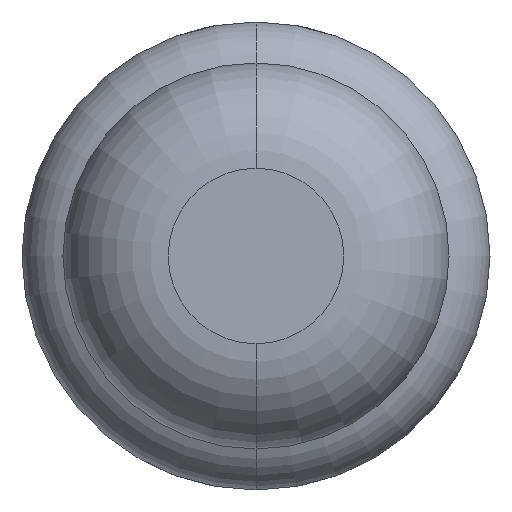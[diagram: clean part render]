
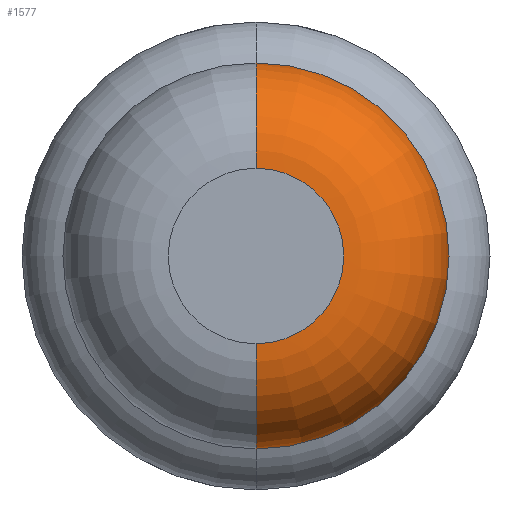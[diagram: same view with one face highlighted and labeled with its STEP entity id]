
A CAD part, front view. The second image highlights one B-rep face of the part: STEP entity #1577.
In plain terms, the highlighted toroidal (fillet/blend) face has major radius 0.375 mm and minor radius 0.45 mm.
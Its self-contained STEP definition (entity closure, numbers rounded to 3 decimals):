
#32 = CIRCLE ( 'NONE', #996, 0.825 ) ;
#60 = CARTESIAN_POINT ( 'NONE',  ( 0., -26., 0.375 ) ) ;
#160 = DIRECTION ( 'NONE',  ( 0., 0., 1. ) ) ;
#170 = EDGE_LOOP ( 'NONE', ( #2732, #2124, #1375, #1338 ) ) ;
#239 = EDGE_CURVE ( 'NONE', #729, #3035, #2705, .T. ) ;
#297 = AXIS2_PLACEMENT_3D ( 'NONE', #2524, #1807, #1779 ) ;
#371 = DIRECTION ( 'NONE',  ( 0., 1., 0. ) ) ;
#455 = DIRECTION ( 'NONE',  ( 0., 0., -1. ) ) ;
#714 = CARTESIAN_POINT ( 'NONE',  ( 0., -26., -0.375 ) ) ;
#727 = CIRCLE ( 'NONE', #2830, 0.45 ) ;
#729 = VERTEX_POINT ( 'NONE', #60 ) ;
#754 = AXIS2_PLACEMENT_3D ( 'NONE', #1840, #371, #160 ) ;
#996 = AXIS2_PLACEMENT_3D ( 'NONE', #2152, #2383, #1927 ) ;
#1159 = DIRECTION ( 'NONE',  ( 1., 0., 0. ) ) ;
#1292 = FACE_OUTER_BOUND ( 'NONE', #170, .T. ) ;
#1338 = ORIENTED_EDGE ( 'NONE', *, *, #239, .F. ) ;
#1375 = ORIENTED_EDGE ( 'NONE', *, *, #2633, .F. ) ;
#1407 = CARTESIAN_POINT ( 'NONE',  ( 0., -25.55, 0.825 ) ) ;
#1577 = ADVANCED_FACE ( 'Defeature ausgef�hrt3_7', ( #1292 ), #2132, .T. ) ;
#1579 = AXIS2_PLACEMENT_3D ( 'NONE', #1724, #2448, #2463 ) ;
#1665 = VERTEX_POINT ( 'NONE', #2948 ) ;
#1724 = CARTESIAN_POINT ( 'NONE',  ( 0., -25.55, 0. ) ) ;
#1779 = DIRECTION ( 'NONE',  ( 0., 0., 1. ) ) ;
#1807 = DIRECTION ( 'NONE',  ( -1., 0., 0. ) ) ;
#1811 = EDGE_CURVE ( 'Defeature ausgef�hrt3_7+Defeature ausgef�hrt3_6+Defeature ausgef�hrt3_6+Defeature ausgef�hrt3_6', #729, #2765, #1902, .T. ) ;
#1840 = CARTESIAN_POINT ( 'NONE',  ( 0., -26., 0. ) ) ;
#1902 = CIRCLE ( 'NONE', #754, 0.375 ) ;
#1920 = CARTESIAN_POINT ( 'NONE',  ( 0., -25.55, -0.375 ) ) ;
#1927 = DIRECTION ( 'NONE',  ( 0., 0., 1. ) ) ;
#2124 = ORIENTED_EDGE ( 'NONE', *, *, #2357, .T. ) ;
#2132 = TOROIDAL_SURFACE ( 'NONE', #1579, 0.375, 0.45 ) ;
#2152 = CARTESIAN_POINT ( 'NONE',  ( 0., -25.55, 0. ) ) ;
#2357 = EDGE_CURVE ( 'NONE', #2765, #1665, #727, .T. ) ;
#2383 = DIRECTION ( 'NONE',  ( 0., 1., 0. ) ) ;
#2448 = DIRECTION ( 'NONE',  ( 0., 1., 0. ) ) ;
#2463 = DIRECTION ( 'NONE',  ( 0., 0., 1. ) ) ;
#2524 = CARTESIAN_POINT ( 'NONE',  ( 0., -25.55, 0.375 ) ) ;
#2633 = EDGE_CURVE ( 'Defeature ausgef�hrt3_8+Defeature ausgef�hrt3_7+Defeature ausgef�hrt3_7+Defeature ausgef�hrt3_7', #3035, #1665, #32, .T. ) ;
#2705 = CIRCLE ( 'NONE', #297, 0.45 ) ;
#2732 = ORIENTED_EDGE ( 'NONE', *, *, #1811, .T. ) ;
#2765 = VERTEX_POINT ( 'NONE', #714 ) ;
#2830 = AXIS2_PLACEMENT_3D ( 'NONE', #1920, #1159, #455 ) ;
#2948 = CARTESIAN_POINT ( 'NONE',  ( 0., -25.55, -0.825 ) ) ;
#3035 = VERTEX_POINT ( 'NONE', #1407 ) ;
